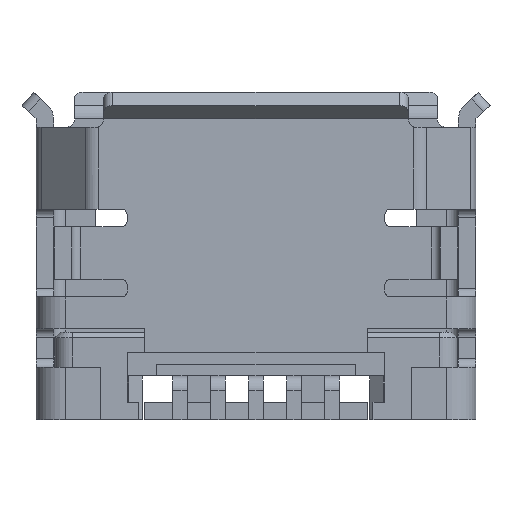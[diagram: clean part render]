
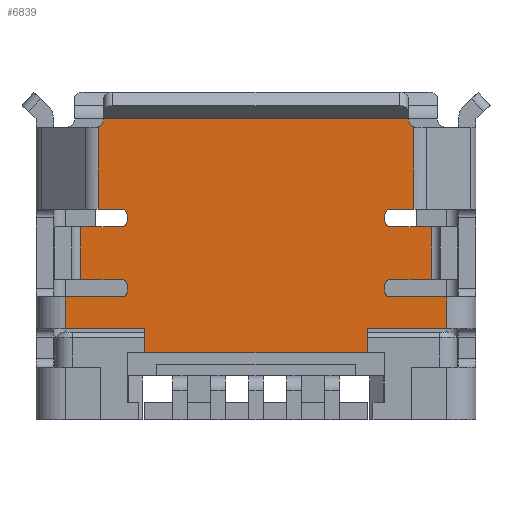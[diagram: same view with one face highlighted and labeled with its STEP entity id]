
A CAD part, front view. The second image highlights one B-rep face of the part: STEP entity #6839.
In plain terms, the highlighted planar face has unit normal (0, -1, 0).
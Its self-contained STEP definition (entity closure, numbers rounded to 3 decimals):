
#239=CARTESIAN_POINT('',(-2.75,-1.24,-0.45));
#240=DIRECTION('',(0.,1.,0.));
#241=DIRECTION('',(1.,0.,0.));
#242=AXIS2_PLACEMENT_3D('',#239,#240,#241);
#494=DIRECTION('',(-1.,0.,0.));
#495=VECTOR('',#494,0.96);
#496=CARTESIAN_POINT('',(-2.3,-1.24,-3.5));
#497=LINE('',#496,#495);
#602=CARTESIAN_POINT('',(2.7,-1.24,-0.591));
#604=CARTESIAN_POINT('',(2.75,-1.24,-0.45));
#605=DIRECTION('',(0.,1.,0.));
#606=DIRECTION('',(-0.333,0.,-0.943));
#607=AXIS2_PLACEMENT_3D('',#604,#605,#606);
#620=DIRECTION('',(-1.,0.,0.));
#621=VECTOR('',#620,0.4);
#622=CARTESIAN_POINT('',(2.7,-1.24,-2.));
#623=LINE('',#622,#621);
#624=CARTESIAN_POINT('',(2.3,-1.24,-2.1));
#625=DIRECTION('',(0.,-1.,0.));
#626=DIRECTION('',(0.,0.,1.));
#627=AXIS2_PLACEMENT_3D('',#624,#625,#626);
#629=DIRECTION('',(0.,0.,-1.));
#630=VECTOR('',#629,0.1);
#631=CARTESIAN_POINT('',(2.2,-1.24,-2.1));
#632=LINE('',#631,#630);
#633=CARTESIAN_POINT('',(2.3,-1.24,-2.2));
#634=DIRECTION('',(0.,-1.,0.));
#635=DIRECTION('',(-1.,0.,0.));
#636=AXIS2_PLACEMENT_3D('',#633,#634,#635);
#638=CARTESIAN_POINT('',(2.3,-1.24,-3.3));
#639=DIRECTION('',(0.,-1.,0.));
#640=DIRECTION('',(0.,0.,1.));
#641=AXIS2_PLACEMENT_3D('',#638,#639,#640);
#643=DIRECTION('',(0.,0.,-1.));
#644=VECTOR('',#643,0.1);
#645=CARTESIAN_POINT('',(2.2,-1.24,-3.3));
#646=LINE('',#645,#644);
#647=CARTESIAN_POINT('',(2.3,-1.24,-3.4));
#648=DIRECTION('',(0.,-1.,0.));
#649=DIRECTION('',(-1.,0.,0.));
#650=AXIS2_PLACEMENT_3D('',#647,#648,#649);
#652=DIRECTION('',(-1.,0.,0.));
#653=VECTOR('',#652,1.36);
#654=CARTESIAN_POINT('',(3.26,-1.24,-4.04));
#655=LINE('',#654,#653);
#656=DIRECTION('',(0.,0.,-1.));
#657=VECTOR('',#656,0.41);
#658=CARTESIAN_POINT('',(1.9,-1.24,-4.04));
#659=LINE('',#658,#657);
#660=DIRECTION('',(-1.,0.,0.));
#661=VECTOR('',#660,3.8);
#662=CARTESIAN_POINT('',(1.9,-1.24,-4.45));
#663=LINE('',#662,#661);
#664=DIRECTION('',(0.,0.,1.));
#665=VECTOR('',#664,0.41);
#666=CARTESIAN_POINT('',(-1.9,-1.24,-4.45));
#667=LINE('',#666,#665);
#668=DIRECTION('',(1.,0.,0.));
#669=VECTOR('',#668,1.36);
#670=CARTESIAN_POINT('',(-3.26,-1.24,-4.04));
#671=LINE('',#670,#669);
#672=DIRECTION('',(0.,0.,1.));
#673=VECTOR('',#672,0.54);
#674=CARTESIAN_POINT('',(-3.26,-1.24,-4.04));
#675=LINE('',#674,#673);
#676=CARTESIAN_POINT('',(-2.3,-1.24,-3.4));
#677=DIRECTION('',(0.,-1.,0.));
#678=DIRECTION('',(0.,0.,-1.));
#679=AXIS2_PLACEMENT_3D('',#676,#677,#678);
#681=DIRECTION('',(0.,0.,1.));
#682=VECTOR('',#681,0.1);
#683=CARTESIAN_POINT('',(-2.2,-1.24,-3.4));
#684=LINE('',#683,#682);
#685=CARTESIAN_POINT('',(-2.3,-1.24,-3.3));
#686=DIRECTION('',(0.,-1.,0.));
#687=DIRECTION('',(1.,0.,0.));
#688=AXIS2_PLACEMENT_3D('',#685,#686,#687);
#690=DIRECTION('',(0.,0.,1.));
#691=VECTOR('',#690,0.9);
#692=CARTESIAN_POINT('',(-3.,-1.24,-3.2));
#693=LINE('',#692,#691);
#694=CARTESIAN_POINT('',(-2.3,-1.24,-2.2));
#695=DIRECTION('',(0.,-1.,0.));
#696=DIRECTION('',(0.,0.,-1.));
#697=AXIS2_PLACEMENT_3D('',#694,#695,#696);
#699=DIRECTION('',(0.,0.,1.));
#700=VECTOR('',#699,0.1);
#701=CARTESIAN_POINT('',(-2.2,-1.24,-2.2));
#702=LINE('',#701,#700);
#703=CARTESIAN_POINT('',(-2.3,-1.24,-2.1));
#704=DIRECTION('',(0.,-1.,0.));
#705=DIRECTION('',(1.,0.,0.));
#706=AXIS2_PLACEMENT_3D('',#703,#704,#705);
#708=DIRECTION('',(-1.,0.,0.));
#709=VECTOR('',#708,0.4);
#710=CARTESIAN_POINT('',(-2.3,-1.24,-2.));
#711=LINE('',#710,#709);
#712=DIRECTION('',(0.,0.,-1.));
#713=VECTOR('',#712,1.409);
#714=CARTESIAN_POINT('',(2.7,-1.24,-0.591));
#715=LINE('',#714,#713);
#728=DIRECTION('',(-1.,0.,0.));
#729=VECTOR('',#728,0.7);
#730=CARTESIAN_POINT('',(3.,-1.24,-2.3));
#731=LINE('',#730,#729);
#766=DIRECTION('',(-1.,0.,0.));
#767=VECTOR('',#766,0.7);
#768=CARTESIAN_POINT('',(-2.3,-1.24,-2.3));
#769=LINE('',#768,#767);
#800=DIRECTION('',(1.,0.,0.));
#801=VECTOR('',#800,0.7);
#802=CARTESIAN_POINT('',(2.3,-1.24,-3.2));
#803=LINE('',#802,#801);
#826=DIRECTION('',(1.,0.,0.));
#827=VECTOR('',#826,0.7);
#828=CARTESIAN_POINT('',(-3.,-1.24,-3.2));
#829=LINE('',#828,#827);
#872=DIRECTION('',(-1.,0.,0.));
#873=VECTOR('',#872,0.96);
#874=CARTESIAN_POINT('',(3.26,-1.24,-3.5));
#875=LINE('',#874,#873);
#4342=DIRECTION('',(0.,0.,1.));
#4343=VECTOR('',#4342,0.54);
#4344=CARTESIAN_POINT('',(3.26,-1.24,-4.04));
#4345=LINE('',#4344,#4343);
#4570=DIRECTION('',(0.,0.,1.));
#4571=VECTOR('',#4570,0.9);
#4572=CARTESIAN_POINT('',(3.,-1.24,-3.2));
#4573=LINE('',#4572,#4571);
#4634=DIRECTION('',(0.,0.,-1.));
#4635=VECTOR('',#4634,1.409);
#4636=CARTESIAN_POINT('',(-2.7,-1.24,-0.591));
#4637=LINE('',#4636,#4635);
#4652=DIRECTION('',(-1.,0.,0.));
#4653=VECTOR('',#4652,5.2);
#4654=CARTESIAN_POINT('',(2.6,-1.24,-0.45));
#4655=LINE('',#4654,#4653);
#4851=CARTESIAN_POINT('',(-3.26,-1.24,-4.04));
#4853=VERTEX_POINT('',#4851);
#4854=CARTESIAN_POINT('',(3.26,-1.24,-4.04));
#4855=CARTESIAN_POINT('',(1.9,-1.24,-4.04));
#4856=VERTEX_POINT('',#4854);
#4857=VERTEX_POINT('',#4855);
#4858=CARTESIAN_POINT('',(1.9,-1.24,-4.45));
#4859=VERTEX_POINT('',#4858);
#4860=CARTESIAN_POINT('',(-1.9,-1.24,-4.45));
#4861=VERTEX_POINT('',#4860);
#4862=CARTESIAN_POINT('',(-1.9,-1.24,-4.04));
#4863=VERTEX_POINT('',#4862);
#5020=CARTESIAN_POINT('',(3.26,-1.24,-3.5));
#5022=VERTEX_POINT('',#5020);
#5029=CARTESIAN_POINT('',(-3.26,-1.24,-3.5));
#5031=VERTEX_POINT('',#5029);
#5056=CARTESIAN_POINT('',(3.,-1.24,-3.2));
#5057=VERTEX_POINT('',#5056);
#5068=CARTESIAN_POINT('',(-3.,-1.24,-3.2));
#5069=VERTEX_POINT('',#5068);
#5070=CARTESIAN_POINT('',(3.,-1.24,-2.3));
#5071=VERTEX_POINT('',#5070);
#5082=CARTESIAN_POINT('',(-3.,-1.24,-2.3));
#5083=VERTEX_POINT('',#5082);
#5725=CARTESIAN_POINT('',(-2.6,-1.24,-0.45));
#5727=VERTEX_POINT('',#5725);
#5732=CARTESIAN_POINT('',(2.6,-1.24,-0.45));
#5734=VERTEX_POINT('',#5732);
#5816=CARTESIAN_POINT('',(-2.7,-1.24,-0.591));
#5817=VERTEX_POINT('',#5816);
#5905=VERTEX_POINT('',#602);
#6014=CARTESIAN_POINT('',(2.7,-1.24,-2.));
#6015=CARTESIAN_POINT('',(2.3,-1.24,-2.));
#6016=VERTEX_POINT('',#6014);
#6017=VERTEX_POINT('',#6015);
#6022=CARTESIAN_POINT('',(-2.7,-1.24,-2.));
#6023=VERTEX_POINT('',#6022);
#6026=CARTESIAN_POINT('',(2.3,-1.24,-2.3));
#6027=VERTEX_POINT('',#6026);
#6032=CARTESIAN_POINT('',(2.3,-1.24,-3.2));
#6033=VERTEX_POINT('',#6032);
#6034=CARTESIAN_POINT('',(2.3,-1.24,-3.5));
#6035=VERTEX_POINT('',#6034);
#6038=CARTESIAN_POINT('',(2.2,-1.24,-2.1));
#6039=VERTEX_POINT('',#6038);
#6040=CARTESIAN_POINT('',(2.2,-1.24,-2.2));
#6041=VERTEX_POINT('',#6040);
#6042=CARTESIAN_POINT('',(2.2,-1.24,-3.3));
#6043=VERTEX_POINT('',#6042);
#6044=CARTESIAN_POINT('',(2.2,-1.24,-3.4));
#6045=VERTEX_POINT('',#6044);
#6054=CARTESIAN_POINT('',(-2.3,-1.24,-2.3));
#6055=CARTESIAN_POINT('',(-2.2,-1.24,-2.2));
#6056=VERTEX_POINT('',#6054);
#6057=VERTEX_POINT('',#6055);
#6058=CARTESIAN_POINT('',(-2.2,-1.24,-2.1));
#6059=VERTEX_POINT('',#6058);
#6060=CARTESIAN_POINT('',(-2.3,-1.24,-2.));
#6061=VERTEX_POINT('',#6060);
#6062=CARTESIAN_POINT('',(-2.3,-1.24,-3.5));
#6063=CARTESIAN_POINT('',(-2.2,-1.24,-3.4));
#6064=VERTEX_POINT('',#6062);
#6065=VERTEX_POINT('',#6063);
#6066=CARTESIAN_POINT('',(-2.2,-1.24,-3.3));
#6067=VERTEX_POINT('',#6066);
#6068=CARTESIAN_POINT('',(-2.3,-1.24,-3.2));
#6069=VERTEX_POINT('',#6068);
#6770=CARTESIAN_POINT('',(-3.26,-1.24,-0.6));
#6771=DIRECTION('',(0.,-1.,0.));
#6772=DIRECTION('',(1.,0.,0.));
#6773=AXIS2_PLACEMENT_3D('',#6770,#6771,#6772);
#6774=PLANE('',#6773);
#6775=ORIENTED_EDGE('',*,*,#6350,.T.);
#6777=ORIENTED_EDGE('',*,*,#6776,.T.);
#6779=ORIENTED_EDGE('',*,*,#6778,.T.);
#6781=ORIENTED_EDGE('',*,*,#6780,.T.);
#6783=ORIENTED_EDGE('',*,*,#6782,.F.);
#6785=ORIENTED_EDGE('',*,*,#6784,.F.);
#6787=ORIENTED_EDGE('',*,*,#6786,.F.);
#6789=ORIENTED_EDGE('',*,*,#6788,.T.);
#6791=ORIENTED_EDGE('',*,*,#6790,.T.);
#6793=ORIENTED_EDGE('',*,*,#6792,.T.);
#6795=ORIENTED_EDGE('',*,*,#6794,.F.);
#6797=ORIENTED_EDGE('',*,*,#6796,.F.);
#6799=ORIENTED_EDGE('',*,*,#6798,.T.);
#6801=ORIENTED_EDGE('',*,*,#6800,.T.);
#6803=ORIENTED_EDGE('',*,*,#6802,.T.);
#6805=ORIENTED_EDGE('',*,*,#6804,.T.);
#6807=ORIENTED_EDGE('',*,*,#6806,.F.);
#6809=ORIENTED_EDGE('',*,*,#6808,.T.);
#6810=ORIENTED_EDGE('',*,*,#6655,.F.);
#6812=ORIENTED_EDGE('',*,*,#6811,.T.);
#6814=ORIENTED_EDGE('',*,*,#6813,.T.);
#6816=ORIENTED_EDGE('',*,*,#6815,.T.);
#6818=ORIENTED_EDGE('',*,*,#6817,.F.);
#6820=ORIENTED_EDGE('',*,*,#6819,.T.);
#6822=ORIENTED_EDGE('',*,*,#6821,.F.);
#6824=ORIENTED_EDGE('',*,*,#6823,.T.);
#6826=ORIENTED_EDGE('',*,*,#6825,.T.);
#6828=ORIENTED_EDGE('',*,*,#6827,.T.);
#6829=ORIENTED_EDGE('',*,*,#6378,.T.);
#6831=ORIENTED_EDGE('',*,*,#6830,.F.);
#6832=ORIENTED_EDGE('',*,*,#6316,.F.);
#6834=ORIENTED_EDGE('',*,*,#6833,.F.);
#6835=ORIENTED_EDGE('',*,*,#6746,.F.);
#6836=ORIENTED_EDGE('',*,*,#6761,.T.);
#6837=EDGE_LOOP('',(#6775,#6777,#6779,#6781,#6783,#6785,#6787,#6789,#6791,#6793,
#6795,#6797,#6799,#6801,#6803,#6805,#6807,#6809,#6810,#6812,#6814,#6816,#6818,
#6820,#6822,#6824,#6826,#6828,#6829,#6831,#6832,#6834,#6835,#6836));
#6838=FACE_OUTER_BOUND('',#6837,.F.);
#6839=ADVANCED_FACE('',(#6838),#6774,.T.);
#243=CIRCLE('',#242,0.15);
#608=CIRCLE('',#607,0.15);
#628=CIRCLE('',#627,0.1);
#637=CIRCLE('',#636,0.1);
#642=CIRCLE('',#641,0.1);
#651=CIRCLE('',#650,0.1);
#680=CIRCLE('',#679,0.1);
#689=CIRCLE('',#688,0.1);
#698=CIRCLE('',#697,0.1);
#707=CIRCLE('',#706,0.1);
#6316=EDGE_CURVE('',#5727,#5817,#243,.T.);
#6350=EDGE_CURVE('',#6016,#6017,#623,.T.);
#6378=EDGE_CURVE('',#6061,#6023,#711,.T.);
#6655=EDGE_CURVE('',#6064,#5031,#497,.T.);
#6746=EDGE_CURVE('',#5905,#5734,#608,.T.);
#6761=EDGE_CURVE('',#5905,#6016,#715,.T.);
#6776=EDGE_CURVE('',#6017,#6039,#628,.T.);
#6778=EDGE_CURVE('',#6039,#6041,#632,.T.);
#6780=EDGE_CURVE('',#6041,#6027,#637,.T.);
#6782=EDGE_CURVE('',#5071,#6027,#731,.T.);
#6784=EDGE_CURVE('',#5057,#5071,#4573,.T.);
#6786=EDGE_CURVE('',#6033,#5057,#803,.T.);
#6788=EDGE_CURVE('',#6033,#6043,#642,.T.);
#6790=EDGE_CURVE('',#6043,#6045,#646,.T.);
#6792=EDGE_CURVE('',#6045,#6035,#651,.T.);
#6794=EDGE_CURVE('',#5022,#6035,#875,.T.);
#6796=EDGE_CURVE('',#4856,#5022,#4345,.T.);
#6798=EDGE_CURVE('',#4856,#4857,#655,.T.);
#6800=EDGE_CURVE('',#4857,#4859,#659,.T.);
#6802=EDGE_CURVE('',#4859,#4861,#663,.T.);
#6804=EDGE_CURVE('',#4861,#4863,#667,.T.);
#6806=EDGE_CURVE('',#4853,#4863,#671,.T.);
#6808=EDGE_CURVE('',#4853,#5031,#675,.T.);
#6811=EDGE_CURVE('',#6064,#6065,#680,.T.);
#6813=EDGE_CURVE('',#6065,#6067,#684,.T.);
#6815=EDGE_CURVE('',#6067,#6069,#689,.T.);
#6817=EDGE_CURVE('',#5069,#6069,#829,.T.);
#6819=EDGE_CURVE('',#5069,#5083,#693,.T.);
#6821=EDGE_CURVE('',#6056,#5083,#769,.T.);
#6823=EDGE_CURVE('',#6056,#6057,#698,.T.);
#6825=EDGE_CURVE('',#6057,#6059,#702,.T.);
#6827=EDGE_CURVE('',#6059,#6061,#707,.T.);
#6830=EDGE_CURVE('',#5817,#6023,#4637,.T.);
#6833=EDGE_CURVE('',#5734,#5727,#4655,.T.);
